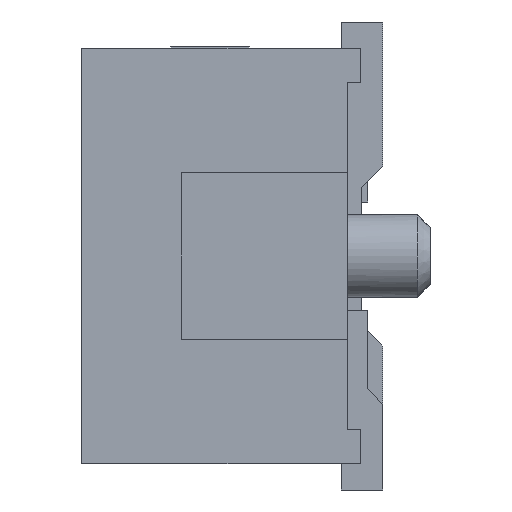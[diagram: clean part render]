
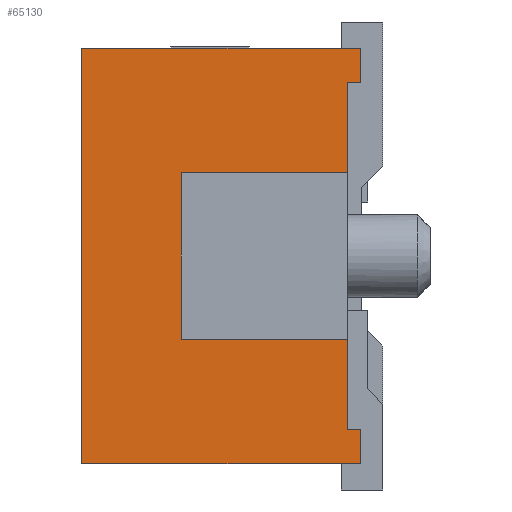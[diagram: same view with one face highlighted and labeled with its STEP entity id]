
A CAD part, left-side view. The second image highlights one B-rep face of the part: STEP entity #65130.
In plain terms, the highlighted planar face has unit normal (-1, 0, 0).
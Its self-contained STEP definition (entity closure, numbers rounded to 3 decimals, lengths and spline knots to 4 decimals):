
#1191=DIRECTION('',(0.,0.,1.));
#1192=VECTOR('',#1191,1.385);
#1193=CARTESIAN_POINT('',(-28.825,0.,-2.655));
#1194=LINE('',#1193,#1192);
#1195=DIRECTION('',(0.,1.,0.));
#1196=VECTOR('',#1195,0.2);
#1197=CARTESIAN_POINT('',(-28.825,-0.2,-2.655));
#1198=LINE('',#1197,#1196);
#1199=DIRECTION('',(0.,0.,1.));
#1200=VECTOR('',#1199,0.52);
#1201=CARTESIAN_POINT('',(-28.825,-0.2,-3.175));
#1202=LINE('',#1201,#1200);
#1203=DIRECTION('',(0.,-1.,0.));
#1204=VECTOR('',#1203,4.26);
#1205=CARTESIAN_POINT('',(-28.825,4.06,-3.175));
#1206=LINE('',#1205,#1204);
#1207=DIRECTION('',(0.,0.,-1.));
#1208=VECTOR('',#1207,6.35);
#1209=CARTESIAN_POINT('',(-28.825,4.06,3.175));
#1210=LINE('',#1209,#1208);
#1211=DIRECTION('',(0.,1.,0.));
#1212=VECTOR('',#1211,4.26);
#1213=CARTESIAN_POINT('',(-28.825,-0.2,3.175));
#1214=LINE('',#1213,#1212);
#1215=DIRECTION('',(0.,0.,1.));
#1216=VECTOR('',#1215,0.52);
#1217=CARTESIAN_POINT('',(-28.825,-0.2,2.655));
#1218=LINE('',#1217,#1216);
#1219=DIRECTION('',(0.,-1.,0.));
#1220=VECTOR('',#1219,0.2);
#1221=CARTESIAN_POINT('',(-28.825,0.,2.655));
#1222=LINE('',#1221,#1220);
#1223=DIRECTION('',(0.,0.,1.));
#1224=VECTOR('',#1223,1.385);
#1225=CARTESIAN_POINT('',(-28.825,0.,1.27));
#1226=LINE('',#1225,#1224);
#46304=DIRECTION('',(0.,1.,0.));
#46305=VECTOR('',#46304,2.54);
#46306=CARTESIAN_POINT('',(-28.825,0.,1.27));
#46307=LINE('',#46306,#46305);
#46387=DIRECTION('',(0.,-1.,0.));
#46388=VECTOR('',#46387,2.54);
#46389=CARTESIAN_POINT('',(-28.825,2.54,-1.27));
#46390=LINE('',#46389,#46388);
#46399=DIRECTION('',(0.,0.,1.));
#46400=VECTOR('',#46399,2.54);
#46401=CARTESIAN_POINT('',(-28.825,2.54,-1.27));
#46402=LINE('',#46401,#46400);
#46423=CARTESIAN_POINT('',(-28.825,0.,2.655));
#46424=VERTEX_POINT('',#46423);
#46425=CARTESIAN_POINT('',(-28.825,0.,1.27));
#46426=VERTEX_POINT('',#46425);
#46439=CARTESIAN_POINT('',(-28.825,0.,-1.27));
#46440=VERTEX_POINT('',#46439);
#46441=CARTESIAN_POINT('',(-28.825,0.,-2.655));
#46442=VERTEX_POINT('',#46441);
#50075=CARTESIAN_POINT('',(-28.825,4.06,-3.175));
#50077=VERTEX_POINT('',#50075);
#50081=CARTESIAN_POINT('',(-28.825,4.06,3.175));
#50082=VERTEX_POINT('',#50081);
#52593=CARTESIAN_POINT('',(-28.825,-0.2,-3.175));
#52594=VERTEX_POINT('',#52593);
#52701=CARTESIAN_POINT('',(-28.825,-0.2,3.175));
#52702=VERTEX_POINT('',#52701);
#54733=CARTESIAN_POINT('',(-28.825,-0.2,2.655));
#54734=VERTEX_POINT('',#54733);
#55563=CARTESIAN_POINT('',(-28.825,-0.2,-2.655));
#55564=VERTEX_POINT('',#55563);
#61121=CARTESIAN_POINT('',(-28.825,2.54,1.27));
#61122=VERTEX_POINT('',#61121);
#61123=CARTESIAN_POINT('',(-28.825,2.54,-1.27));
#61124=VERTEX_POINT('',#61123);
#65104=CARTESIAN_POINT('',(-28.825,1.93,0.));
#65105=DIRECTION('',(1.,0.,0.));
#65106=DIRECTION('',(0.,0.,1.));
#65107=AXIS2_PLACEMENT_3D('',#65104,#65105,#65106);
#65108=PLANE('',#65107);
#65109=ORIENTED_EDGE('',*,*,#64570,.F.);
#65111=ORIENTED_EDGE('',*,*,#65110,.F.);
#65113=ORIENTED_EDGE('',*,*,#65112,.F.);
#65114=ORIENTED_EDGE('',*,*,#64495,.F.);
#65115=ORIENTED_EDGE('',*,*,#61610,.F.);
#65117=ORIENTED_EDGE('',*,*,#65116,.F.);
#65119=ORIENTED_EDGE('',*,*,#65118,.F.);
#65120=ORIENTED_EDGE('',*,*,#65095,.F.);
#65121=ORIENTED_EDGE('',*,*,#64586,.F.);
#65123=ORIENTED_EDGE('',*,*,#65122,.T.);
#65125=ORIENTED_EDGE('',*,*,#65124,.F.);
#65127=ORIENTED_EDGE('',*,*,#65126,.T.);
#65128=EDGE_LOOP('',(#65109,#65111,#65113,#65114,#65115,#65117,#65119,#65120,
#65121,#65123,#65125,#65127));
#65129=FACE_OUTER_BOUND('',#65128,.F.);
#65130=ADVANCED_FACE('',(#65129),#65108,.F.);
#61610=EDGE_CURVE('',#50082,#50077,#1210,.T.);
#64495=EDGE_CURVE('',#50077,#52594,#1206,.T.);
#64570=EDGE_CURVE('',#46442,#46440,#1194,.T.);
#64586=EDGE_CURVE('',#46426,#46424,#1226,.T.);
#65095=EDGE_CURVE('',#46424,#54734,#1222,.T.);
#65110=EDGE_CURVE('',#55564,#46442,#1198,.T.);
#65112=EDGE_CURVE('',#52594,#55564,#1202,.T.);
#65116=EDGE_CURVE('',#52702,#50082,#1214,.T.);
#65118=EDGE_CURVE('',#54734,#52702,#1218,.T.);
#65122=EDGE_CURVE('',#46426,#61122,#46307,.T.);
#65124=EDGE_CURVE('',#61124,#61122,#46402,.T.);
#65126=EDGE_CURVE('',#61124,#46440,#46390,.T.);
